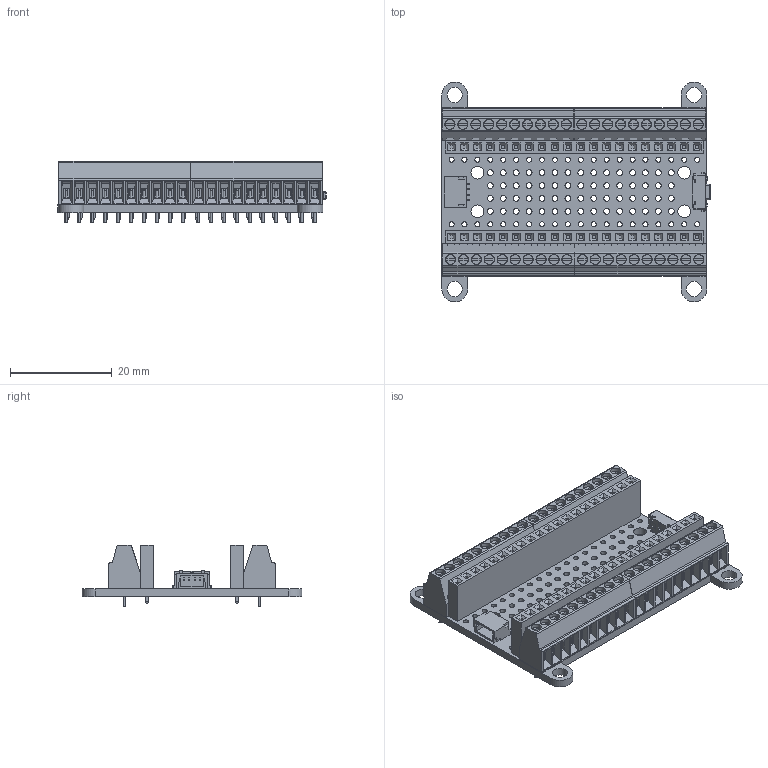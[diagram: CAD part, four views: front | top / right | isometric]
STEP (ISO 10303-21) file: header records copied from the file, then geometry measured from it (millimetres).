
FILE_DESCRIPTION(/* description */ (''),/* implementation_level */ '2;1');
FILE_NAME(/* name */ 'PCB Component.step',/* time_stamp */ '2025-06-02T09:35:52-04:00',/* author */ (''),/* organization */ (''),/* preprocessor_version */ 'ST-DEVELOPER v20.1',/* originating_system */ 'Autodesk Translation Framework v14.10.0.0',/* authorisation */ '');
FILE_SCHEMA (('AUTOMOTIVE_DESIGN { 1 0 10303 214 3 1 1 }'));
Length unit declared in the file: millimetre
Products named in the file (7): PCB Component; Board; STEMMA_I2C_QT; RA Tact; 1x10_254mm; Model; Model_1
Assembly tree (9 placements, depth 2):
  PCB Component
    Board
    STEMMA_I2C_QT
    RA Tact
    1x10_254mm  x4
    Model
    Model_1
Bounding box: 52.71 x 43.18 x 12 mm (x, y, z)
Volume: 7514.5 mm3; surface area: 18749 mm2
Topology: 169 solids, 170 shells, 3413 faces, 8641 edges, 5548 vertices
Faces by surface type: plane 2675, cylinder 594, torus 120, sphere 16, bspline 8
Full cylindrical faces by diameter (mm): 0.394 x1, 0.4 x32, 0.5 x160, 1 x122, 1.143 x60, 1.9 x40, 2 x40, 2.54 x4, 3 x4
Entity records: 55667 total; most frequent: CARTESIAN_POINT 9426, ORIENTED_EDGE 9182, DIRECTION 9173, EDGE_CURVE 4591, LINE 3719, VECTOR 3719, VERTEX_POINT 2908, AXIS2_PLACEMENT_3D 2727
